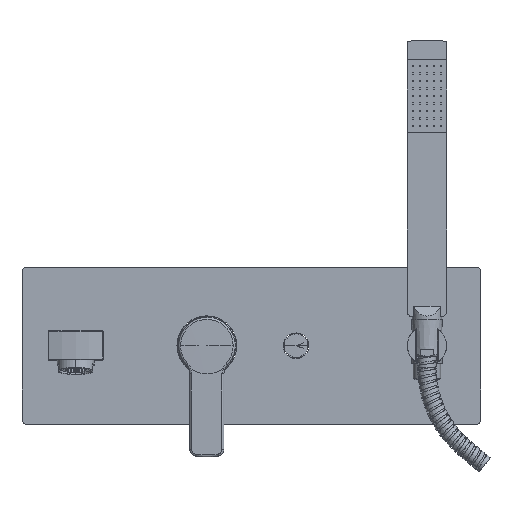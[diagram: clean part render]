
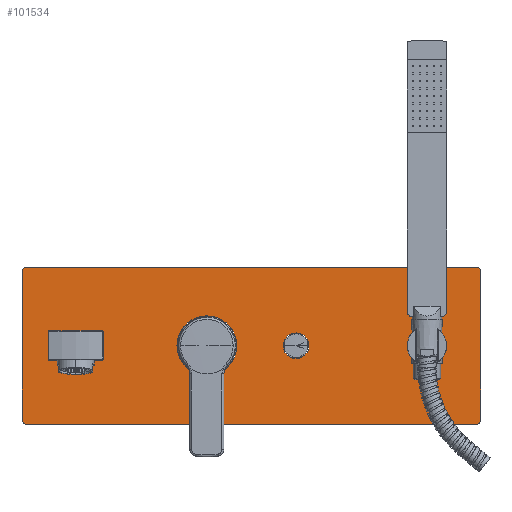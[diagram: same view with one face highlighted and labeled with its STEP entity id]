
A CAD part, top view. The second image highlights one B-rep face of the part: STEP entity #101534.
In plain terms, the highlighted planar face has unit normal (0, 0, 1).
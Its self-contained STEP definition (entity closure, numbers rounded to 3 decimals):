
#60063=CARTESIAN_POINT('',(-137.,-56.,46.));
#60064=DIRECTION('',(0.,0.,1.));
#60065=DIRECTION('',(-1.,0.,0.));
#60066=AXIS2_PLACEMENT_3D('',#60063,#60064,#60065);
#60068=DIRECTION('',(0.,-1.,0.));
#60069=VECTOR('',#60068,112.);
#60070=CARTESIAN_POINT('',(-141.,56.,46.));
#60071=LINE('',#60070,#60069);
#60072=CARTESIAN_POINT('',(-137.,56.,46.));
#60073=DIRECTION('',(0.,0.,1.));
#60074=DIRECTION('',(0.,1.,0.));
#60075=AXIS2_PLACEMENT_3D('',#60072,#60073,#60074);
#60077=DIRECTION('',(-1.,0.,0.));
#60078=VECTOR('',#60077,342.);
#60079=CARTESIAN_POINT('',(205.,60.,46.));
#60080=LINE('',#60079,#60078);
#60081=CARTESIAN_POINT('',(205.,56.,46.));
#60082=DIRECTION('',(0.,0.,1.));
#60083=DIRECTION('',(1.,0.,0.));
#60084=AXIS2_PLACEMENT_3D('',#60081,#60082,#60083);
#60086=DIRECTION('',(0.,1.,0.));
#60087=VECTOR('',#60086,112.);
#60088=CARTESIAN_POINT('',(209.,-56.,46.));
#60089=LINE('',#60088,#60087);
#60090=CARTESIAN_POINT('',(205.,-56.,46.));
#60091=DIRECTION('',(0.,0.,1.));
#60092=DIRECTION('',(0.,-1.,0.));
#60093=AXIS2_PLACEMENT_3D('',#60090,#60091,#60092);
#60095=DIRECTION('',(1.,0.,0.));
#60096=VECTOR('',#60095,342.);
#60097=CARTESIAN_POINT('',(-137.,-60.,46.));
#60098=LINE('',#60097,#60096);
#60099=CARTESIAN_POINT('',(0.,0.,46.));
#60100=DIRECTION('',(0.,0.,-1.));
#60101=DIRECTION('',(0.,1.,0.));
#60102=AXIS2_PLACEMENT_3D('',#60099,#60100,#60101);
#60104=CARTESIAN_POINT('',(0.,0.,46.));
#60105=DIRECTION('',(0.,0.,-1.));
#60106=DIRECTION('',(0.,-1.,0.));
#60107=AXIS2_PLACEMENT_3D('',#60104,#60105,#60106);
#60109=CARTESIAN_POINT('',(68.,0.,46.));
#60110=DIRECTION('',(0.,0.,-1.));
#60111=DIRECTION('',(0.,1.,0.));
#60112=AXIS2_PLACEMENT_3D('',#60109,#60110,#60111);
#60114=CARTESIAN_POINT('',(68.,0.,46.));
#60115=DIRECTION('',(0.,0.,-1.));
#60116=DIRECTION('',(0.,-1.,0.));
#60117=AXIS2_PLACEMENT_3D('',#60114,#60115,#60116);
#60119=CARTESIAN_POINT('',(167.8,0.,46.));
#60120=DIRECTION('',(0.,0.,-1.));
#60121=DIRECTION('',(1.,0.,0.));
#60122=AXIS2_PLACEMENT_3D('',#60119,#60120,#60121);
#60124=CARTESIAN_POINT('',(167.8,0.,46.));
#60125=DIRECTION('',(0.,0.,-1.));
#60126=DIRECTION('',(-1.,0.,0.));
#60127=AXIS2_PLACEMENT_3D('',#60124,#60125,#60126);
#60129=DIRECTION('',(1.,0.,0.));
#60130=VECTOR('',#60129,41.533);
#60131=CARTESIAN_POINT('',(-120.767,-11.,46.));
#60132=LINE('',#60131,#60130);
#60133=CARTESIAN_POINT('',(-100.,0.,46.));
#60134=DIRECTION('',(0.,0.,-1.));
#60135=DIRECTION('',(0.894,-0.449,0.));
#60136=AXIS2_PLACEMENT_3D('',#60133,#60134,#60135);
#60138=DIRECTION('',(0.,1.,0.));
#60139=VECTOR('',#60138,21.095);
#60140=CARTESIAN_POINT('',(-79.,-10.548,46.));
#60141=LINE('',#60140,#60139);
#60142=CARTESIAN_POINT('',(-100.,0.,46.));
#60143=DIRECTION('',(0.,0.,-1.));
#60144=DIRECTION('',(0.884,0.468,0.));
#60145=AXIS2_PLACEMENT_3D('',#60142,#60143,#60144);
#60147=DIRECTION('',(1.,0.,0.));
#60148=VECTOR('',#60147,41.533);
#60149=CARTESIAN_POINT('',(-120.767,11.,46.));
#60150=LINE('',#60149,#60148);
#60151=CARTESIAN_POINT('',(-100.,0.,46.));
#60152=DIRECTION('',(0.,0.,-1.));
#60153=DIRECTION('',(-0.894,0.449,0.));
#60154=AXIS2_PLACEMENT_3D('',#60151,#60152,#60153);
#60156=DIRECTION('',(0.,1.,0.));
#60157=VECTOR('',#60156,21.095);
#60158=CARTESIAN_POINT('',(-121.,-10.548,46.));
#60159=LINE('',#60158,#60157);
#60160=CARTESIAN_POINT('',(-100.,0.,46.));
#60161=DIRECTION('',(0.,0.,-1.));
#60162=DIRECTION('',(-0.884,-0.468,0.));
#60163=AXIS2_PLACEMENT_3D('',#60160,#60161,#60162);
#92258=CARTESIAN_POINT('',(0.,22.8,46.));
#92259=CARTESIAN_POINT('',(0.,-22.8,46.));
#92260=VERTEX_POINT('',#92258);
#92261=VERTEX_POINT('',#92259);
#92262=CARTESIAN_POINT('',(68.,9.75,46.));
#92263=CARTESIAN_POINT('',(68.,-9.75,46.));
#92264=VERTEX_POINT('',#92262);
#92265=VERTEX_POINT('',#92263);
#92282=CARTESIAN_POINT('',(-141.,-56.,46.));
#92283=VERTEX_POINT('',#92282);
#92284=CARTESIAN_POINT('',(-137.,-60.,46.));
#92285=VERTEX_POINT('',#92284);
#92290=CARTESIAN_POINT('',(-137.,60.,46.));
#92291=VERTEX_POINT('',#92290);
#92292=CARTESIAN_POINT('',(-141.,56.,46.));
#92293=VERTEX_POINT('',#92292);
#92298=CARTESIAN_POINT('',(209.,56.,46.));
#92299=VERTEX_POINT('',#92298);
#92300=CARTESIAN_POINT('',(205.,60.,46.));
#92301=VERTEX_POINT('',#92300);
#92306=CARTESIAN_POINT('',(205.,-60.,46.));
#92307=VERTEX_POINT('',#92306);
#92308=CARTESIAN_POINT('',(209.,-56.,46.));
#92309=VERTEX_POINT('',#92308);
#92397=CARTESIAN_POINT('',(182.8,0.,46.));
#92398=CARTESIAN_POINT('',(152.8,0.,46.));
#92399=VERTEX_POINT('',#92397);
#92400=VERTEX_POINT('',#92398);
#93908=CARTESIAN_POINT('',(-120.767,-11.,46.));
#93909=CARTESIAN_POINT('',(-79.233,-11.,46.));
#93910=VERTEX_POINT('',#93908);
#93911=VERTEX_POINT('',#93909);
#93912=CARTESIAN_POINT('',(-120.767,11.,46.));
#93913=CARTESIAN_POINT('',(-79.233,11.,46.));
#93914=VERTEX_POINT('',#93912);
#93915=VERTEX_POINT('',#93913);
#93916=CARTESIAN_POINT('',(-121.,-10.548,46.));
#93917=CARTESIAN_POINT('',(-121.,10.548,46.));
#93918=VERTEX_POINT('',#93916);
#93919=VERTEX_POINT('',#93917);
#93920=CARTESIAN_POINT('',(-79.,-10.548,46.));
#93921=CARTESIAN_POINT('',(-79.,10.548,46.));
#93922=VERTEX_POINT('',#93920);
#93923=VERTEX_POINT('',#93921);
#101477=CARTESIAN_POINT('',(34.,0.,46.));
#101478=DIRECTION('',(0.,0.,1.));
#101479=DIRECTION('',(0.,1.,0.));
#101480=AXIS2_PLACEMENT_3D('',#101477,#101478,#101479);
#101481=PLANE('',#101480);
#101483=ORIENTED_EDGE('',*,*,#101482,.F.);
#101485=ORIENTED_EDGE('',*,*,#101484,.F.);
#101487=ORIENTED_EDGE('',*,*,#101486,.F.);
#101489=ORIENTED_EDGE('',*,*,#101488,.F.);
#101491=ORIENTED_EDGE('',*,*,#101490,.F.);
#101493=ORIENTED_EDGE('',*,*,#101492,.F.);
#101495=ORIENTED_EDGE('',*,*,#101494,.F.);
#101497=ORIENTED_EDGE('',*,*,#101496,.F.);
#101498=EDGE_LOOP('',(#101483,#101485,#101487,#101489,#101491,#101493,#101495,
#101497));
#101499=FACE_OUTER_BOUND('',#101498,.F.);
#101501=ORIENTED_EDGE('',*,*,#101500,.F.);
#101503=ORIENTED_EDGE('',*,*,#101502,.F.);
#101504=EDGE_LOOP('',(#101501,#101503));
#101505=FACE_BOUND('',#101504,.F.);
#101507=ORIENTED_EDGE('',*,*,#101506,.F.);
#101509=ORIENTED_EDGE('',*,*,#101508,.F.);
#101510=EDGE_LOOP('',(#101507,#101509));
#101511=FACE_BOUND('',#101510,.F.);
#101513=ORIENTED_EDGE('',*,*,#101512,.F.);
#101515=ORIENTED_EDGE('',*,*,#101514,.F.);
#101516=EDGE_LOOP('',(#101513,#101515));
#101517=FACE_BOUND('',#101516,.F.);
#101518=ORIENTED_EDGE('',*,*,#101419,.T.);
#101520=ORIENTED_EDGE('',*,*,#101519,.F.);
#101522=ORIENTED_EDGE('',*,*,#101521,.T.);
#101524=ORIENTED_EDGE('',*,*,#101523,.F.);
#101526=ORIENTED_EDGE('',*,*,#101525,.F.);
#101528=ORIENTED_EDGE('',*,*,#101527,.F.);
#101530=ORIENTED_EDGE('',*,*,#101529,.F.);
#101531=ORIENTED_EDGE('',*,*,#101458,.F.);
#101532=EDGE_LOOP('',(#101518,#101520,#101522,#101524,#101526,#101528,#101530,
#101531));
#101533=FACE_BOUND('',#101532,.F.);
#101534=ADVANCED_FACE('',(#101499,#101505,#101511,#101517,#101533),#101481,.T.);
#60067=CIRCLE('',#60066,4.);
#60076=CIRCLE('',#60075,4.);
#60085=CIRCLE('',#60084,4.);
#60094=CIRCLE('',#60093,4.);
#60103=CIRCLE('',#60102,22.8);
#60108=CIRCLE('',#60107,22.8);
#60113=CIRCLE('',#60112,9.75);
#60118=CIRCLE('',#60117,9.75);
#60123=CIRCLE('',#60122,15.);
#60128=CIRCLE('',#60127,15.);
#60137=CIRCLE('',#60136,23.5);
#60146=CIRCLE('',#60145,23.5);
#60155=CIRCLE('',#60154,23.5);
#60164=CIRCLE('',#60163,23.5);
#101419=EDGE_CURVE('',#93910,#93911,#60132,.T.);
#101458=EDGE_CURVE('',#93910,#93918,#60164,.T.);
#101482=EDGE_CURVE('',#92283,#92285,#60067,.T.);
#101484=EDGE_CURVE('',#92293,#92283,#60071,.T.);
#101486=EDGE_CURVE('',#92291,#92293,#60076,.T.);
#101488=EDGE_CURVE('',#92301,#92291,#60080,.T.);
#101490=EDGE_CURVE('',#92299,#92301,#60085,.T.);
#101492=EDGE_CURVE('',#92309,#92299,#60089,.T.);
#101494=EDGE_CURVE('',#92307,#92309,#60094,.T.);
#101496=EDGE_CURVE('',#92285,#92307,#60098,.T.);
#101500=EDGE_CURVE('',#92260,#92261,#60103,.T.);
#101502=EDGE_CURVE('',#92261,#92260,#60108,.T.);
#101506=EDGE_CURVE('',#92264,#92265,#60113,.T.);
#101508=EDGE_CURVE('',#92265,#92264,#60118,.T.);
#101512=EDGE_CURVE('',#92399,#92400,#60123,.T.);
#101514=EDGE_CURVE('',#92400,#92399,#60128,.T.);
#101519=EDGE_CURVE('',#93922,#93911,#60137,.T.);
#101521=EDGE_CURVE('',#93922,#93923,#60141,.T.);
#101523=EDGE_CURVE('',#93915,#93923,#60146,.T.);
#101525=EDGE_CURVE('',#93914,#93915,#60150,.T.);
#101527=EDGE_CURVE('',#93919,#93914,#60155,.T.);
#101529=EDGE_CURVE('',#93918,#93919,#60159,.T.);
